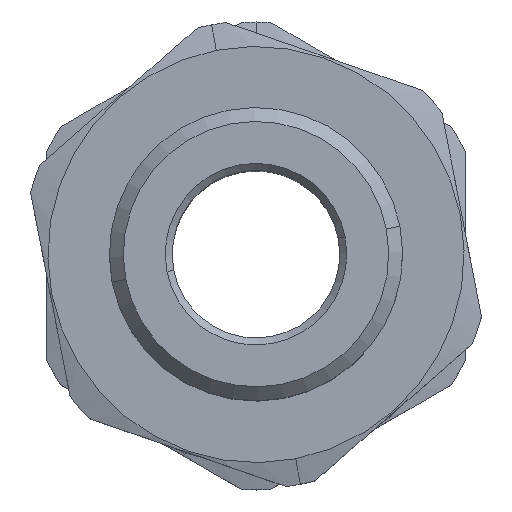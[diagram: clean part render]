
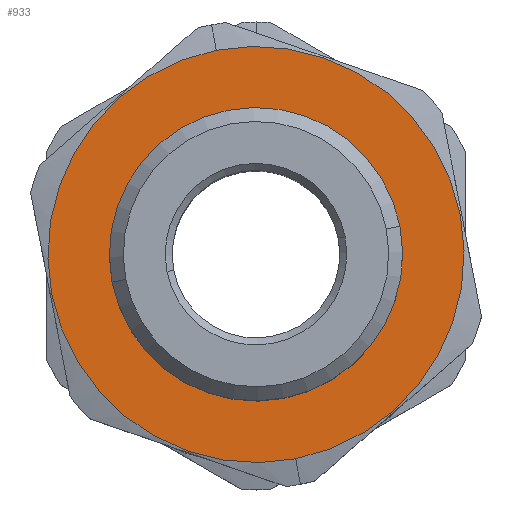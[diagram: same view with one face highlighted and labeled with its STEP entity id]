
A CAD part, top view. The second image highlights one B-rep face of the part: STEP entity #933.
In plain terms, the highlighted planar face has unit normal (0, 0, 1).
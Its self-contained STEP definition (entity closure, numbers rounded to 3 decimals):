
#96 = FACE_OUTER_BOUND ( 'NONE', #1567, .T. ) ;
#139 = ORIENTED_EDGE ( 'NONE', *, *, #2434, .F. ) ;
#302 = VERTEX_POINT ( 'NONE', #951 ) ;
#366 = DIRECTION ( 'NONE',  ( 0., 0., -1. ) ) ;
#398 = CARTESIAN_POINT ( 'NONE',  ( 0., 0., 6. ) ) ;
#463 = AXIS2_PLACEMENT_3D ( 'NONE', #2243, #1016, #2437 ) ;
#536 = CIRCLE ( 'NONE', #2050, 14.9 ) ;
#539 = ORIENTED_EDGE ( 'NONE', *, *, #1770, .F. ) ;
#603 = DIRECTION ( 'NONE',  ( 0.982, 0.19, 0. ) ) ;
#634 = CIRCLE ( 'NONE', #1818, 14.9 ) ;
#651 = ORIENTED_EDGE ( 'NONE', *, *, #1944, .F. ) ;
#743 = VERTEX_POINT ( 'NONE', #1931 ) ;
#845 = CARTESIAN_POINT ( 'NONE',  ( 0., 0., 6. ) ) ;
#867 = DIRECTION ( 'NONE',  ( 0., 0., -1. ) ) ;
#887 = DIRECTION ( 'NONE',  ( -0.19, 0.982, 0. ) ) ;
#927 = AXIS2_PLACEMENT_3D ( 'NONE', #1983, #1993, #2528 ) ;
#933 = ADVANCED_FACE ( 'NONE', ( #96, #1794 ), #1511, .F. ) ;
#951 = CARTESIAN_POINT ( 'NONE',  ( -10.308, -1.999, 6. ) ) ;
#1016 = DIRECTION ( 'NONE',  ( 0., 0., 1. ) ) ;
#1189 = CARTESIAN_POINT ( 'NONE',  ( 0., 0., 6. ) ) ;
#1279 = CIRCLE ( 'NONE', #463, 10.5 ) ;
#1353 = DIRECTION ( 'NONE',  ( -0.19, 0.982, 0. ) ) ;
#1458 = VERTEX_POINT ( 'NONE', #2321 ) ;
#1473 = CARTESIAN_POINT ( 'NONE',  ( -2.837, 14.627, 6. ) ) ;
#1511 = PLANE ( 'NONE',  #927 ) ;
#1567 = EDGE_LOOP ( 'NONE', ( #651, #539 ) ) ;
#1763 = CIRCLE ( 'NONE', #2192, 10.5 ) ;
#1770 = EDGE_CURVE ( 'NONE', #1458, #2143, #634, .T. ) ;
#1794 = FACE_BOUND ( 'NONE', #2399, .T. ) ;
#1818 = AXIS2_PLACEMENT_3D ( 'NONE', #1189, #366, #1353 ) ;
#1825 = DIRECTION ( 'NONE',  ( 0., 0., 1. ) ) ;
#1931 = CARTESIAN_POINT ( 'NONE',  ( 10.308, 1.999, 6. ) ) ;
#1944 = EDGE_CURVE ( 'NONE', #2143, #1458, #536, .T. ) ;
#1983 = CARTESIAN_POINT ( 'NONE',  ( -1.999, 10.308, 6. ) ) ;
#1993 = DIRECTION ( 'NONE',  ( 0., 0., -1. ) ) ;
#1998 = ORIENTED_EDGE ( 'NONE', *, *, #2263, .F. ) ;
#2050 = AXIS2_PLACEMENT_3D ( 'NONE', #845, #867, #887 ) ;
#2143 = VERTEX_POINT ( 'NONE', #1473 ) ;
#2192 = AXIS2_PLACEMENT_3D ( 'NONE', #398, #1825, #603 ) ;
#2243 = CARTESIAN_POINT ( 'NONE',  ( 0., 0., 6. ) ) ;
#2263 = EDGE_CURVE ( 'NONE', #743, #302, #1279, .T. ) ;
#2321 = CARTESIAN_POINT ( 'NONE',  ( 2.837, -14.627, 6. ) ) ;
#2399 = EDGE_LOOP ( 'NONE', ( #1998, #139 ) ) ;
#2434 = EDGE_CURVE ( 'NONE', #302, #743, #1763, .T. ) ;
#2437 = DIRECTION ( 'NONE',  ( 0.982, 0.19, 0. ) ) ;
#2528 = DIRECTION ( 'NONE',  ( -0.982, -0.19, 0. ) ) ;
